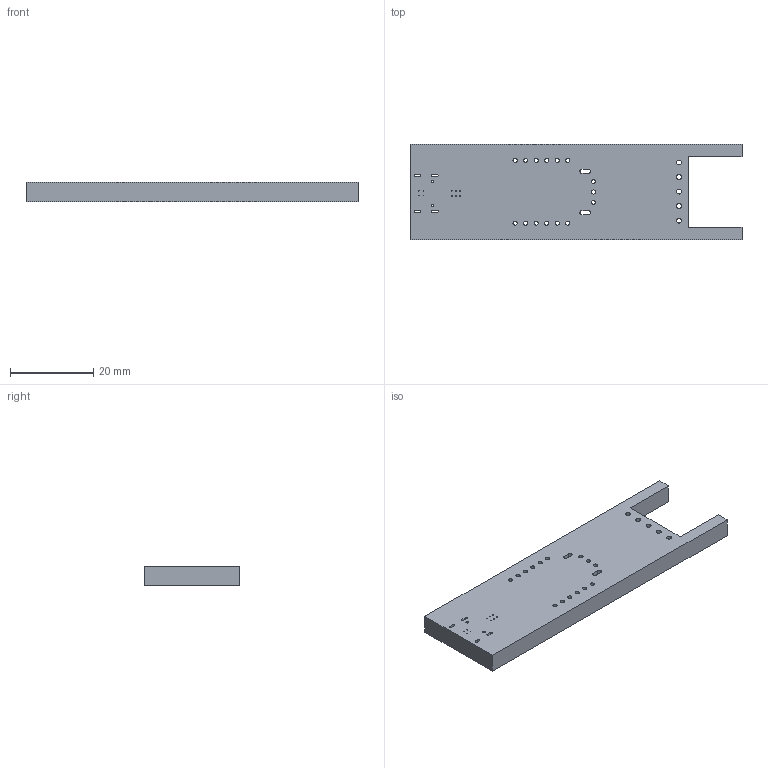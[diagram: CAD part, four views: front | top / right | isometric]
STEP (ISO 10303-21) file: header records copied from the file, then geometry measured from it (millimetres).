
FILE_DESCRIPTION(('KiCad electronic assembly'),'2;1');
FILE_NAME('T12_SolderingStation.step','2022-08-22T23:04:24',('Pcbnew'),( 'Kicad'),'Open CASCADE STEP processor 7.6','KiCad to STEP converter' ,'Unknown');
FILE_SCHEMA(('AUTOMOTIVE_DESIGN { 1 0 10303 214 1 1 1 1 }'));
Length unit declared in the file: millimetre
Products named in the file (2): T12_SolderingStation 1; _autosave-T12_SolderingStation PCB
Assembly tree (1 placements, depth 2):
  T12_SolderingStation 1
    _autosave-T12_SolderingStation PCB
Bounding box: 80 x 23 x 4.69 mm (x, y, z)
Volume: 7469.8 mm3; surface area: 4758.7 mm2
Topology: 1 solids, 1 shells, 67 faces, 195 edges, 130 vertices
Faces by surface type: cylinder 44, plane 23
Full cylindrical faces by diameter (mm): 0.2 x10, 0.6 x2, 1 x15, 1.2 x5
Entity records: 4991 total; most frequent: DIRECTION 811, CARTESIAN_POINT 784, LINE 409, VECTOR 409, ORIENTED_EDGE 390, PCURVE 390, DEFINITIONAL_REPRESENTATION 390, EDGE_CURVE 195
